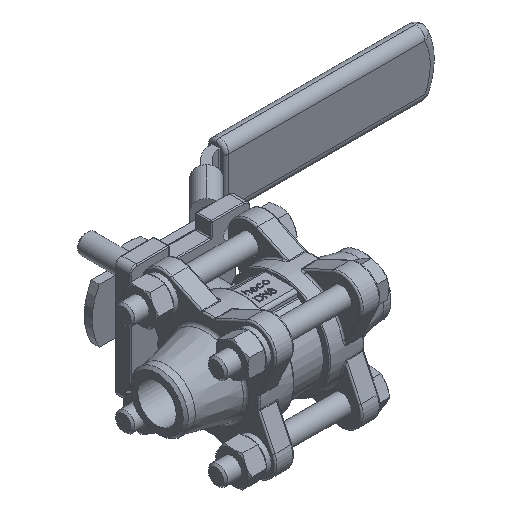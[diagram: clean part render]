
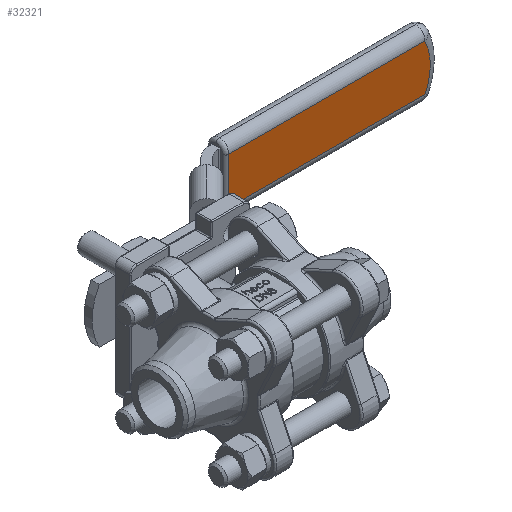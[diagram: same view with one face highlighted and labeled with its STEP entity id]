
A CAD part, isometric view. The second image highlights one B-rep face of the part: STEP entity #32321.
In plain terms, the highlighted planar face has unit normal (0, -1, 0).
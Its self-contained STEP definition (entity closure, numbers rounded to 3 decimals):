
#60 = VERTEX_POINT ( 'NONE', #21965 ) ;
#86 = VERTEX_POINT ( 'NONE', #21991 ) ;
#88 = VERTEX_POINT ( 'NONE', #21993 ) ;
#403 = CARTESIAN_POINT ( 'NONE',  ( 38.985, 49., 7.26 ) ) ;
#2384 = ORIENTED_EDGE ( 'NONE', *, *, #26167, .T. ) ;
#2385 = ORIENTED_EDGE ( 'NONE', *, *, #26138, .T. ) ;
#2386 = ORIENTED_EDGE ( 'NONE', *, *, #26163, .T. ) ;
#2387 = ORIENTED_EDGE ( 'NONE', *, *, #26155, .T. ) ;
#4504 = VECTOR ( 'NONE', #5162, 1000. ) ;
#4519 = VECTOR ( 'NONE', #5247, 1000. ) ;
#4530 = CIRCLE ( 'NONE', #4532, 16.51 ) ;
#4532 = AXIS2_PLACEMENT_3D ( 'NONE', #5278, #5279, #5280 ) ;
#4533 = VECTOR ( 'NONE', #5299, 1000. ) ;
#5142 = LINE ( 'NONE', #5153, #4504 ) ;
#5153 = CARTESIAN_POINT ( 'NONE',  ( 102.089, 49., -7.26 ) ) ;
#5162 = DIRECTION ( 'NONE',  ( 1., 0., 0. ) ) ;
#5238 = CARTESIAN_POINT ( 'NONE',  ( 105., 49., 7.26 ) ) ;
#5243 = LINE ( 'NONE', #5238, #4519 ) ;
#5247 = DIRECTION ( 'NONE',  ( -1., 0., 0. ) ) ;
#5278 = CARTESIAN_POINT ( 'NONE',  ( 85.5, 49., 0. ) ) ;
#5279 = DIRECTION ( 'NONE',  ( 0., -1., 0. ) ) ;
#5280 = DIRECTION ( 'NONE',  ( -1., 0., 0. ) ) ;
#5297 = LINE ( 'NONE', #5298, #4533 ) ;
#5298 = CARTESIAN_POINT ( 'NONE',  ( 38.985, 49., 79.283 ) ) ;
#5299 = DIRECTION ( 'NONE',  ( 0., 0., -1. ) ) ;
#6751 = EDGE_LOOP ( 'NONE', ( #2384, #2385, #2386, #2387 ) ) ;
#7938 = VERTEX_POINT ( 'NONE', #403 ) ;
#21965 = CARTESIAN_POINT ( 'NONE',  ( 38.985, 49., -7.26 ) ) ;
#21991 = CARTESIAN_POINT ( 'NONE',  ( 100.328, 49., -7.26 ) ) ;
#21993 = CARTESIAN_POINT ( 'NONE',  ( 100.328, 49., 7.26 ) ) ;
#26138 = EDGE_CURVE ( 'NONE', #60, #86, #5142, .T. ) ;
#26155 = EDGE_CURVE ( 'NONE', #88, #7938, #5243, .T. ) ;
#26163 = EDGE_CURVE ( 'NONE', #86, #88, #4530, .T. ) ;
#26167 = EDGE_CURVE ( 'NONE', #7938, #60, #5297, .T. ) ;
#32321 = ADVANCED_FACE ( 'NONE', ( #39857 ), #39858, .F. ) ;
#37771 = AXIS2_PLACEMENT_3D ( 'NONE', #39868, #39869, #39870 ) ;
#39857 = FACE_OUTER_BOUND ( 'NONE', #6751, .T. ) ;
#39858 = PLANE ( 'NONE',  #37771 ) ;
#39868 = CARTESIAN_POINT ( 'NONE',  ( 105., 49., 79.283 ) ) ;
#39869 = DIRECTION ( 'NONE',  ( 0., 1., 0. ) ) ;
#39870 = DIRECTION ( 'NONE',  ( -1., 0., 0. ) ) ;
